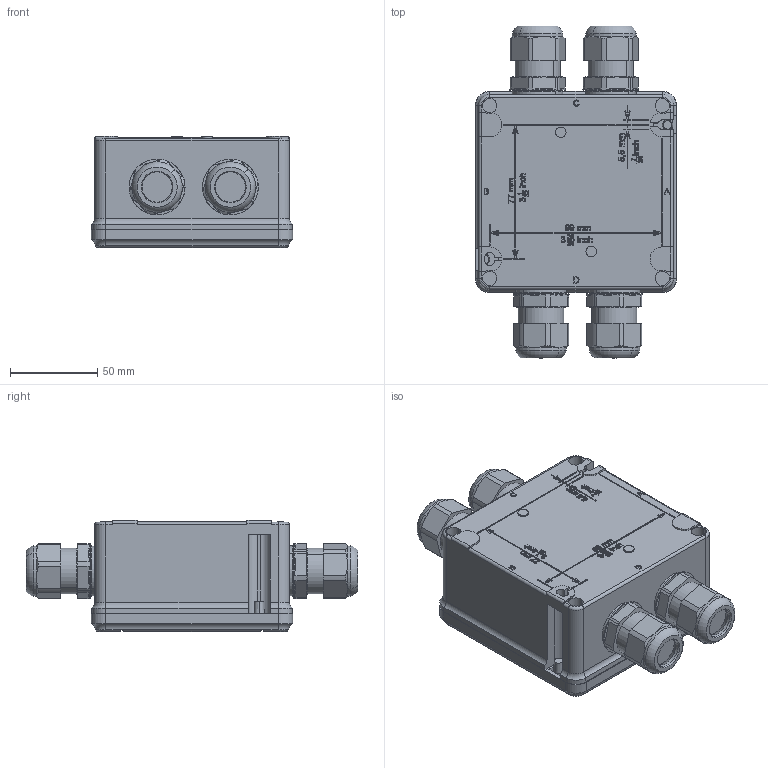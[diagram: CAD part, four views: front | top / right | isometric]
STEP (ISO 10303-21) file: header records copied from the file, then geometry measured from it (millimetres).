
FILE_DESCRIPTION (( 'STEP AP203' ), '1' );
FILE_NAME ('8118-222-0.STEP', '2014-08-18T07:52:29', ( '' ), ( '' ), 'SwSTEP 2.0', 'SolidWorks 2014', '' );
FILE_SCHEMA (( 'CONFIG_CONTROL_DESIGN' ));
Length unit declared in the file: millimetre
Products named in the file (11): 81_610_78_01_0_Stutzen_Vereinfacht; 81_610_78_01_0_Dichtung; 81_610_78_01_0_Reduzierdichtung; 81_610_78_01_0_Hutmutter_Vereinfacht; Anschlussgewindedichtung_M25; Staubschutzkappe_M25; 81_189_62_04_0_SeiteC+D 2x M25; 81_610_78_01_0_Vereinfacht; 81_189_02_05_0_3d export; 8118-222-0; 509_626_0
Assembly tree (16 placements, depth 3):
  8118-222-0
    81_189_62_04_0_SeiteC+D 2x M25
    81_189_02_05_0_3d export
    509_626_0  x4
    81_610_78_01_0_Vereinfacht  x4
      81_610_78_01_0_Stutzen_Vereinfacht
      81_610_78_01_0_Dichtung
      81_610_78_01_0_Reduzierdichtung
      81_610_78_01_0_Hutmutter_Vereinfacht
      Anschlussgewindedichtung_M25
      Staubschutzkappe_M25
Bounding box: 115.4 x 190.21 x 63.7 mm (x, y, z)
Volume: 280268.4 mm3; surface area: 181667 mm2
Topology: 30 solids, 30 shells, 3947 faces, 10349 edges, 6585 vertices
Faces by surface type: plane 1682, cylinder 717, bspline 633, cone 628, torus 279, sphere 8
Entity records: 109105 total; most frequent: CARTESIAN_POINT 50025, ORIENTED_EDGE 13036, DIRECTION 10136, EDGE_CURVE 6518, VERTEX_POINT 4221, LINE 3926, VECTOR 3926, AXIS2_PLACEMENT_3D 3105
